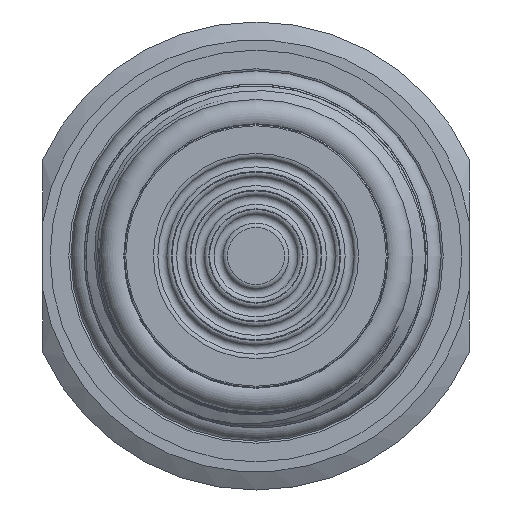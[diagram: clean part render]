
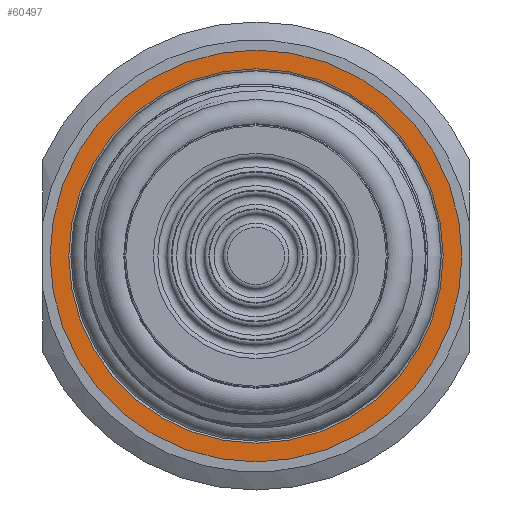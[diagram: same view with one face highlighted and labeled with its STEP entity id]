
A CAD part, left-side view. The second image highlights one B-rep face of the part: STEP entity #60497.
In plain terms, the highlighted planar face has unit normal (-1, 0, 0).
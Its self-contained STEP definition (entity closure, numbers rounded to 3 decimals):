
#4529=FACE_BOUND('',#15665,.T.);
#7719=PLANE('',#68452);
#11612=FACE_OUTER_BOUND('',#15664,.T.);
#15664=EDGE_LOOP('',(#56149));
#15665=EDGE_LOOP('',(#56150));
#16542=CIRCLE('',#68450,18.);
#16544=CIRCLE('',#68453,19.8);
#28823=VERTEX_POINT('',#136205);
#28824=VERTEX_POINT('',#136209);
#37937=EDGE_CURVE('',#28823,#28823,#16542,.T.);
#37939=EDGE_CURVE('',#28824,#28824,#16544,.T.);
#56149=ORIENTED_EDGE('',*,*,#37939,.F.);
#56150=ORIENTED_EDGE('',*,*,#37937,.T.);
#60497=ADVANCED_FACE('',(#11612,#4529),#7719,.T.);
#68450=AXIS2_PLACEMENT_3D('',#136206,#86704,#86705);
#68452=AXIS2_PLACEMENT_3D('',#136208,#86708,#86709);
#68453=AXIS2_PLACEMENT_3D('',#136210,#86710,#86711);
#86704=DIRECTION('center_axis',(1.,0.,0.));
#86705=DIRECTION('ref_axis',(0.,0.,-1.));
#86708=DIRECTION('center_axis',(-1.,0.,0.));
#86709=DIRECTION('ref_axis',(0.,0.,1.));
#86710=DIRECTION('center_axis',(1.,0.,0.));
#86711=DIRECTION('ref_axis',(0.,0.,-1.));
#136205=CARTESIAN_POINT('',(25.,0.,18.));
#136206=CARTESIAN_POINT('Origin',(25.,0.,0.));
#136208=CARTESIAN_POINT('Origin',(25.,19.8,0.));
#136209=CARTESIAN_POINT('',(25.,-19.8,0.));
#136210=CARTESIAN_POINT('Origin',(25.,0.,0.));
